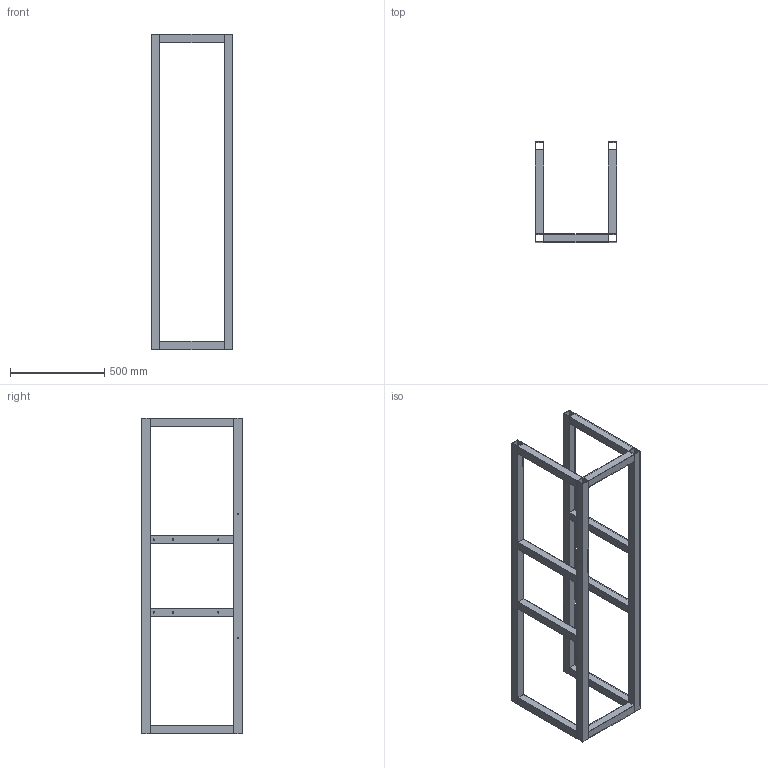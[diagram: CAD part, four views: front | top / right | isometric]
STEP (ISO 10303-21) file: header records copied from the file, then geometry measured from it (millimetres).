
FILE_DESCRIPTION(/* description */ (''),/* implementation_level */ '2;1');
FILE_NAME(/* name */ 'GE-18016.iam.stp',/* time_stamp */ '2018-01-01T11:22:38-08:00',/* author */ ('PhillipD'),/* organization */ (''),/* preprocessor_version */ 'ST-DEVELOPER v16.13',/* originating_system */ 'Autodesk Inventor 2018',/* authorisation */ '');
FILE_SCHEMA (('AUTOMOTIVE_DESIGN { 1 0 10303 214 3 1 1 }'));
Length unit declared in the file: inch
Products named in the file (6): GE-18016; GE-18016-2; GE-18016-5; GE-18016-3; GE-18016-4; GE-18016-1
Assembly tree (14 placements, depth 2):
  GE-18016
    GE-18016-2  x2
    GE-18016-5  x2
    GE-18016-3  x4
    GE-18016-4  x4
    GE-18016-1  x2
Bounding box: 431.8 x 533.4 x 1676.4 mm (x, y, z)
Volume: 5734902.4 mm3; surface area: 3629370.9 mm2
Topology: 14 solids, 14 shells, 172 faces, 432 edges, 288 vertices
Faces by surface type: plane 140, cylinder 32
Full cylindrical faces by diameter (mm): 6.756 x32
Entity records: 2110 total; most frequent: DIRECTION 320, CARTESIAN_POINT 320, ORIENTED_EDGE 280, EDGE_CURVE 140, LINE 120, VECTOR 120, EDGE_LOOP 100, VERTEX_POINT 100
